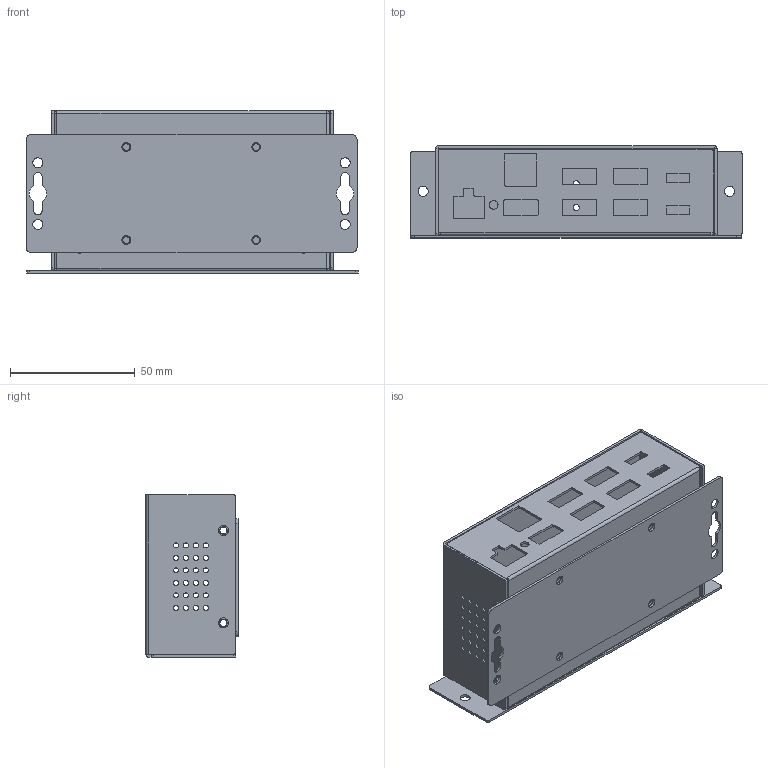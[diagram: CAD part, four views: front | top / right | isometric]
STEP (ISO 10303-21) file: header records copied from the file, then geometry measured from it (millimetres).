
FILE_DESCRIPTION(/* description */ (''),/* implementation_level */ '2;1');
FILE_NAME(/* name */ 'CG7PU312C-Assembled.stp',/* time_stamp */ '2019-07-17T13:08:47-07:00',/* author */ ('CAD PC'),/* organization */ (''),/* preprocessor_version */ 'ST-DEVELOPER v18',/* originating_system */ 'Autodesk Inventor 2020',/* authorisation */ '');
FILE_SCHEMA (('AUTOMOTIVE_DESIGN { 1 0 10303 214 3 1 1 }'));
Length unit declared in the file: millimetre
Products named in the file (4): Assembly1; BottomCG7PU312C; BRACKET; top
Assembly tree (3 placements, depth 2):
  Assembly1
    BottomCG7PU312C
    BRACKET
    top
Bounding box: 132.9 x 36.88 x 65 mm (x, y, z)
Volume: 35144 mm3; surface area: 73032.5 mm2
Topology: 3 solids, 3 shells, 432 faces, 1234 edges, 827 vertices
Faces by surface type: plane 188, cylinder 167, bspline 69, cone 8
Full cylindrical faces by diameter (mm): 2 x48, 2.459 x8, 2.75 x8, 3 x4, 3.5 x5, 4 x6
Entity records: 16950 total; most frequent: CARTESIAN_POINT 5248, ORIENTED_EDGE 2442, DIRECTION 2246, EDGE_CURVE 1221, VERTEX_POINT 809, AXIS2_PLACEMENT_3D 775, LINE 696, VECTOR 696
